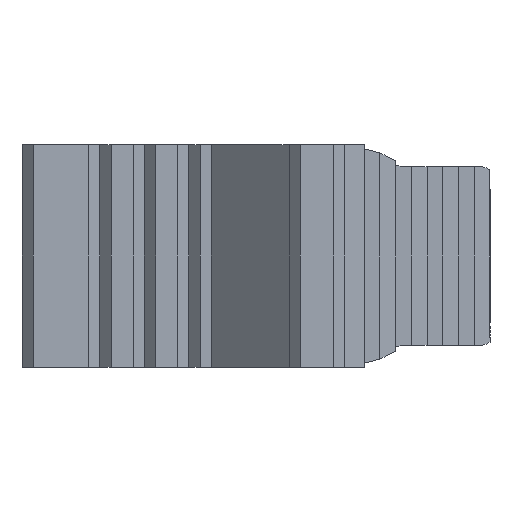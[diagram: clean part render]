
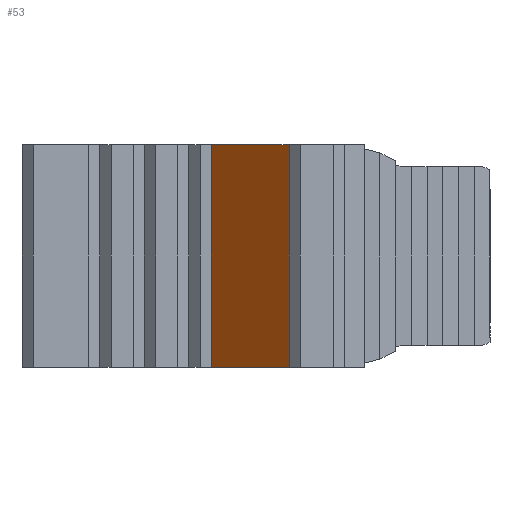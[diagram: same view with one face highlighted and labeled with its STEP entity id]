
A CAD part, front view. The second image highlights one B-rep face of the part: STEP entity #53.
In plain terms, the highlighted planar face has unit normal (-0.707, -0.707, 0).
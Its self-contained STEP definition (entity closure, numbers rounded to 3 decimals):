
#53=ADVANCED_FACE('',(#205),#207,.F.);
#205=FACE_BOUND('',#206,.T.);
#206=EDGE_LOOP('',(#1212,#1213,#1214,#1215));
#207=PLANE('',#208);
#208=AXIS2_PLACEMENT_3D('',#209,#210,#211);
#209=CARTESIAN_POINT('',(-12.,-5.,-28.));
#210=DIRECTION('',(0.707,0.707,0.));
#211=DIRECTION('',(0.,0.,1.));
#1212=ORIENTED_EDGE('',*,*,#1917,.F.);
#1213=ORIENTED_EDGE('',*,*,#1909,.T.);
#1214=ORIENTED_EDGE('',*,*,#1918,.T.);
#1215=ORIENTED_EDGE('',*,*,#1739,.T.);
#1739=EDGE_CURVE('',#2099,#2097,#2100,.F.);
#1909=EDGE_CURVE('',#2439,#2437,#2440,.F.);
#1917=EDGE_CURVE('',#2439,#2097,#2449,.T.);
#1918=EDGE_CURVE('',#2437,#2099,#2450,.T.);
#2097=VERTEX_POINT('',#2693);
#2099=VERTEX_POINT('',#2697);
#2100=LINE('',#2698,#2699);
#2437=VERTEX_POINT('',#3373);
#2439=VERTEX_POINT('',#3377);
#2440=LINE('',#3378,#3379);
#2449=LINE('',#3403,#3404);
#2450=LINE('',#3406,#3407);
#2693=CARTESIAN_POINT('',(-12.,-5.,20.));
#2697=CARTESIAN_POINT('',(-5.,-12.,20.));
#2698=CARTESIAN_POINT('',(-12.,-5.,20.));
#2699=VECTOR('',#2700,1.);
#2700=DIRECTION('',(0.707,-0.707,0.));
#3373=CARTESIAN_POINT('',(-5.,-12.,0.));
#3377=CARTESIAN_POINT('',(-12.,-5.,0.));
#3378=CARTESIAN_POINT('',(-5.,-12.,0.));
#3379=VECTOR('',#3380,1.);
#3380=DIRECTION('',(-0.707,0.707,0.));
#3403=CARTESIAN_POINT('',(-12.,-5.,0.));
#3404=VECTOR('',#3405,1.);
#3405=DIRECTION('',(0.,0.,1.));
#3406=CARTESIAN_POINT('',(-5.,-12.,0.));
#3407=VECTOR('',#3408,1.);
#3408=DIRECTION('',(0.,0.,1.));
